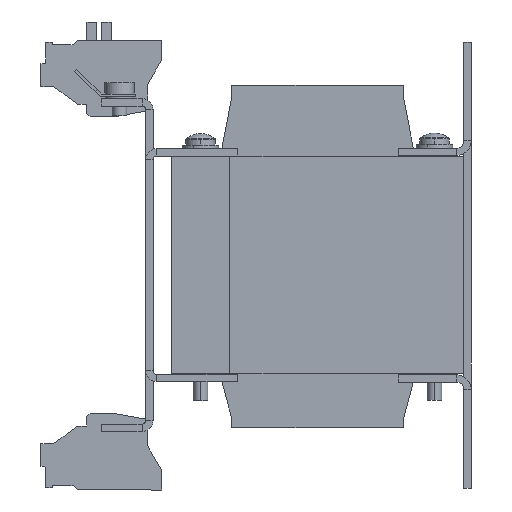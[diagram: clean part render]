
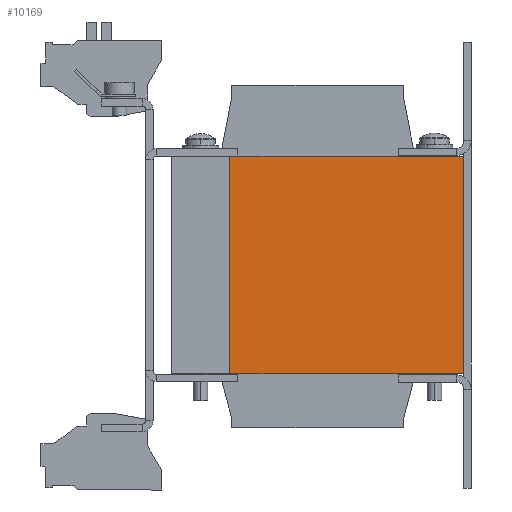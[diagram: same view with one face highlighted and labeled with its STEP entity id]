
A CAD part, left-side view. The second image highlights one B-rep face of the part: STEP entity #10169.
In plain terms, the highlighted planar face has unit normal (-1, 0, 0).
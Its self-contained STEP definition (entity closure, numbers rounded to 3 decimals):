
#242 = VERTEX_POINT ( 'NONE', #3336 ) ;
#1037 = VERTEX_POINT ( 'NONE', #12033 ) ;
#1222 = VECTOR ( 'NONE', #1582, 1000. ) ;
#1370 = PLANE ( 'NONE',  #5809 ) ;
#1402 = DIRECTION ( 'NONE',  ( 1., 0., 0. ) ) ;
#1505 = VECTOR ( 'NONE', #2387, 1000. ) ;
#1549 = VECTOR ( 'NONE', #5532, 1000. ) ;
#1582 = DIRECTION ( 'NONE',  ( 0., 0., -1. ) ) ;
#1786 = ORIENTED_EDGE ( 'NONE', *, *, #8980, .F. ) ;
#1935 = DIRECTION ( 'NONE',  ( 0., 0., -1. ) ) ;
#2313 = EDGE_LOOP ( 'NONE', ( #8620, #2814, #1786, #6570 ) ) ;
#2387 = DIRECTION ( 'NONE',  ( 0., -1., 0. ) ) ;
#2559 = LINE ( 'NONE', #5419, #1222 ) ;
#2814 = ORIENTED_EDGE ( 'NONE', *, *, #3132, .F. ) ;
#3030 = EDGE_CURVE ( 'NONE', #8560, #7840, #5089, .T. ) ;
#3132 = EDGE_CURVE ( 'NONE', #242, #7840, #10933, .T. ) ;
#3336 = CARTESIAN_POINT ( 'NONE',  ( -48., -40., 29.75 ) ) ;
#3339 = CARTESIAN_POINT ( 'NONE',  ( -48., 0., 29.75 ) ) ;
#3729 = EDGE_CURVE ( 'NONE', #1037, #8560, #2559, .T. ) ;
#5089 = LINE ( 'NONE', #12279, #1549 ) ;
#5419 = CARTESIAN_POINT ( 'NONE',  ( -48., 24., 29.75 ) ) ;
#5532 = DIRECTION ( 'NONE',  ( 0., -1., 0. ) ) ;
#5536 = VECTOR ( 'NONE', #1935, 1000. ) ;
#5809 = AXIS2_PLACEMENT_3D ( 'NONE', #3339, #1402, #7161 ) ;
#6241 = CARTESIAN_POINT ( 'NONE',  ( -48., 0., 29.75 ) ) ;
#6568 = LINE ( 'NONE', #6241, #1505 ) ;
#6570 = ORIENTED_EDGE ( 'NONE', *, *, #3729, .T. ) ;
#7161 = DIRECTION ( 'NONE',  ( 0., 0., -1. ) ) ;
#7840 = VERTEX_POINT ( 'NONE', #11084 ) ;
#8387 = CARTESIAN_POINT ( 'NONE',  ( -48., 24., -29.75 ) ) ;
#8560 = VERTEX_POINT ( 'NONE', #8387 ) ;
#8620 = ORIENTED_EDGE ( 'NONE', *, *, #3030, .T. ) ;
#8980 = EDGE_CURVE ( 'NONE', #1037, #242, #6568, .T. ) ;
#10169 = ADVANCED_FACE ( 'NONE', ( #11015 ), #1370, .F. ) ;
#10933 = LINE ( 'NONE', #11435, #5536 ) ;
#11015 = FACE_OUTER_BOUND ( 'NONE', #2313, .T. ) ;
#11084 = CARTESIAN_POINT ( 'NONE',  ( -48., -40., -29.75 ) ) ;
#11435 = CARTESIAN_POINT ( 'NONE',  ( -48., -40., 29.75 ) ) ;
#12033 = CARTESIAN_POINT ( 'NONE',  ( -48., 24., 29.75 ) ) ;
#12279 = CARTESIAN_POINT ( 'NONE',  ( -48., 0., -29.75 ) ) ;
